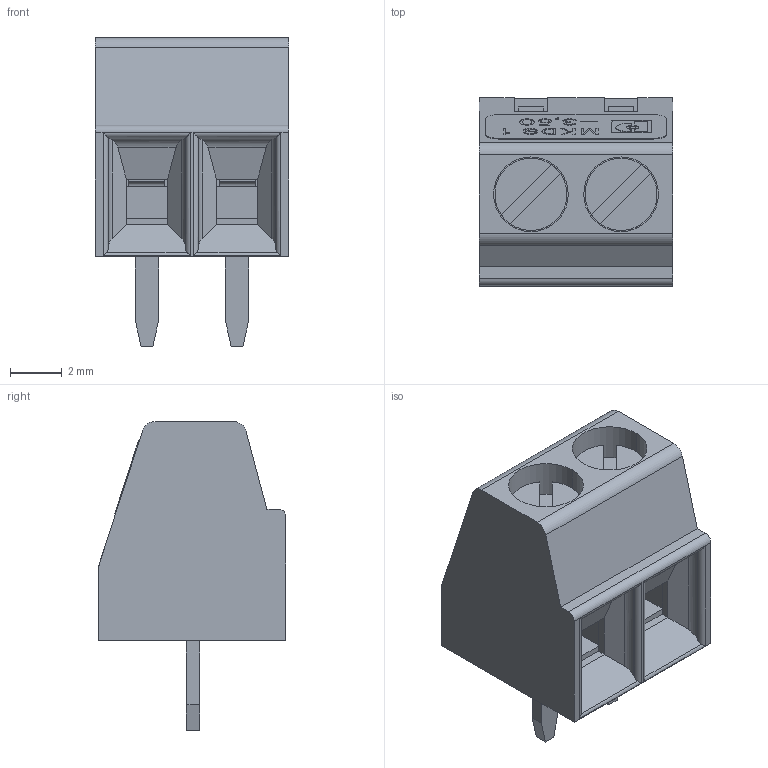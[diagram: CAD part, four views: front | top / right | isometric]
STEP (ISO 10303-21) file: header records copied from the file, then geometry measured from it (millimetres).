
FILE_DESCRIPTION(('STEP AP214'),'1');
FILE_NAME('cctmp_851C2B1E-B1F1-4442-BA99-6DB4469C9850_2023_02_13_12_30_11_0867_10424..stp','2023-02-13T12:30:12',('PHOENIX CONTACT Deutschland GmbH'),('CADClick - www.CADClick.com'),'Spatial InterOp 3D',' ','unknown authorization');
FILE_SCHEMA(('AUTOMOTIVE_DESIGN'));
Length unit declared in the file: millimetre
Products named in the file (8): 2023_02_13_12_30_11_0523; 2023_02_13_12_30_11_0867; 2023_02_13_12_30_11_0852; 2023_02_13_12_30_11_0836; 2023_02_13_12_30_11_0820; 2023_02_13_12_30_11_0805; 2023_02_13_12_30_11_0789; 2023_02_13_12_30_11_0758
Assembly tree (7 placements, depth 2):
  2023_02_13_12_30_11_0523
    2023_02_13_12_30_11_0867
    2023_02_13_12_30_11_0852
    2023_02_13_12_30_11_0836
    2023_02_13_12_30_11_0820
    2023_02_13_12_30_11_0805
    2023_02_13_12_30_11_0789
    2023_02_13_12_30_11_0758
Bounding box: 7.5 x 7.3 x 12 mm (x, y, z)
Volume: 287.4 mm3; surface area: 951.1 mm2
Topology: 7 solids, 7 shells, 632 faces, 1781 edges, 1178 vertices
Faces by surface type: plane 544, cylinder 74, extrusion 11, bspline 3
Entity records: 28086 total; most frequent: CARTESIAN_POINT 4888, ORIENTED_EDGE 3562, DIRECTION 3163, EDGE_CURVE 1781, VECTOR 1583, LINE 1572, VERTEX_POINT 1178, STYLED_ITEM 933
